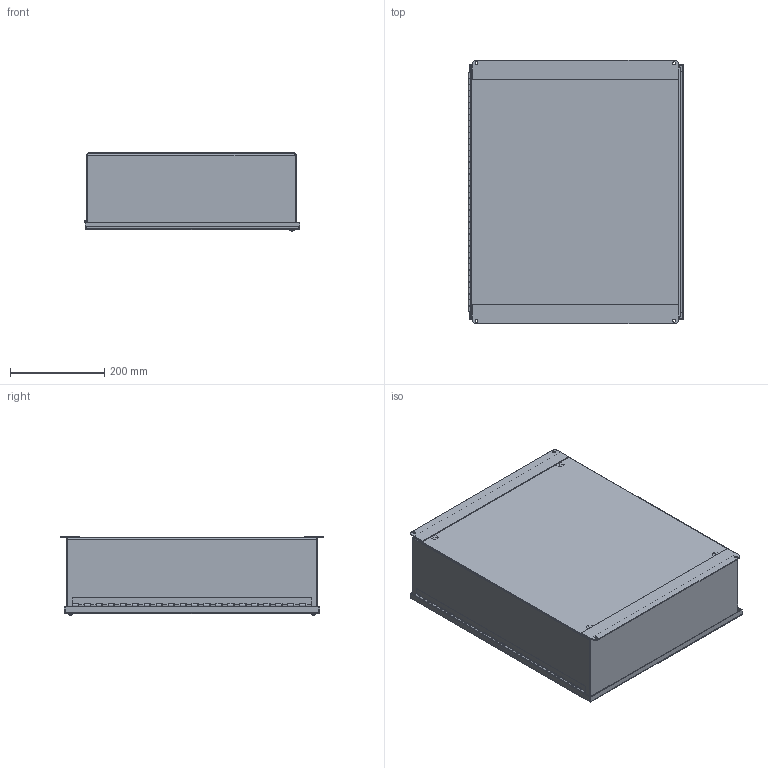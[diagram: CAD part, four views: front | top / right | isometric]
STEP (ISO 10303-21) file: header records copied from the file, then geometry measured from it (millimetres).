
FILE_DESCRIPTION(/* description */ ('17.88X21.32 LID'),/* implementation_level */ '2;1');
FILE_NAME(/* name */ 'PBYX42.stp',/* time_stamp */ '2017-01-30T18:34:25+05:00',/* author */ ('mgunasekar'),/* organization */ (''),/* preprocessor_version */ 'ST-DEVELOPER v16.1',/* originating_system */ 'Autodesk Inventor 2016',/* authorisation */ '');
FILE_SCHEMA (('AUTOMOTIVE_DESIGN { 1 0 10303 214 3 1 1 }'));
Length unit declared in the file: inch
Products named in the file (17): PBYX42LID; 39077; PBYX42BKP; PBYX42PP; 3499; 34984; 38837; 34047; 34816; 372163; HFW31637-17HOLE; 3289TH-20; 3289LH-20; 3289P-20; 3289-20; HFW31637-20; PBYX42
Assembly tree (28 placements, depth 3):
  PBYX42
    PBYX42LID
    39077  x2
    PBYX42BKP
    PBYX42PP
    3499  x4
    34984  x2
    38837
    34047  x4
    34816  x2
    372163  x2
    HFW31637-17HOLE  x2
    3289-20
      3289TH-20
      3289LH-20
      3289P-20
    HFW31637-20  x2
Bounding box: 456.29 x 558.8 x 166 mm (x, y, z)
Volume: 2033155.8 mm3; surface area: 2154747 mm2
Topology: 27 solids, 27 shells, 1338 faces, 3702 edges, 2433 vertices
Faces by surface type: plane 901, cylinder 346, cone 37, bspline 32, torus 20, sphere 2
Full cylindrical faces by diameter (mm): 2.54 x1, 2.957 x40, 3.962 x6, 4.826 x7, 4.978 x2, 6.299 x2, 6.35 x2, 6.528 x2, 7.061 x2, 7.137 x2, 7.62 x4, 9.474 x6, 10.312 x2, 11.506 x2, 15.875 x4
Entity records: 39981 total; most frequent: CARTESIAN_POINT 7700, ORIENTED_EDGE 6460, DIRECTION 6186, EDGE_CURVE 3230, LINE 2486, VECTOR 2486, VERTEX_POINT 2164, AXIS2_PLACEMENT_3D 1850
